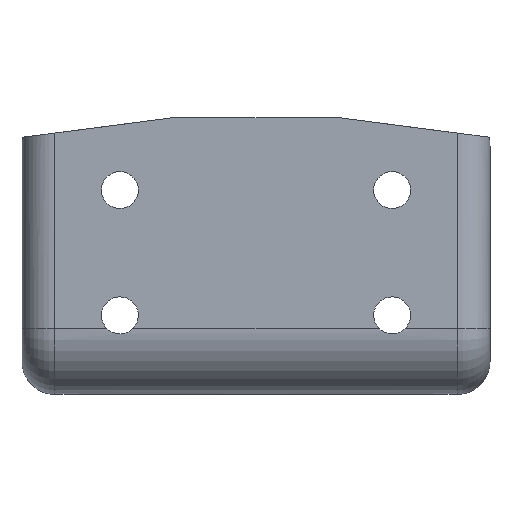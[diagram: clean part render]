
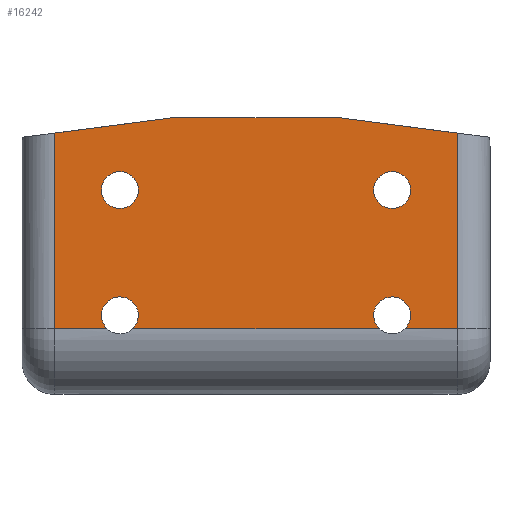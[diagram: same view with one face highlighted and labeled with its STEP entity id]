
A CAD part, front view. The second image highlights one B-rep face of the part: STEP entity #16242.
In plain terms, the highlighted planar face has unit normal (0, -1, 0).
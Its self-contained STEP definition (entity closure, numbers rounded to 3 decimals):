
#82 = ORIENTED_EDGE ( 'NONE', *, *, #16486, .F. ) ;
#140 = DIRECTION ( 'NONE',  ( 0., -1., 0. ) ) ;
#141 = CARTESIAN_POINT ( 'NONE',  ( -30.5, 0., 0. ) ) ;
#206 = FACE_BOUND ( 'NONE', #12073, .T. ) ;
#259 = ORIENTED_EDGE ( 'NONE', *, *, #14685, .F. ) ;
#271 = ORIENTED_EDGE ( 'NONE', *, *, #3656, .T. ) ;
#559 = CARTESIAN_POINT ( 'NONE',  ( 20.65, 0., -30. ) ) ;
#648 = CARTESIAN_POINT ( 'NONE',  ( 12.5, 0., 0. ) ) ;
#840 = VERTEX_POINT ( 'NONE', #8124 ) ;
#892 = ORIENTED_EDGE ( 'NONE', *, *, #16253, .F. ) ;
#1031 = LINE ( 'NONE', #4865, #3285 ) ;
#1204 = VERTEX_POINT ( 'NONE', #7594 ) ;
#1215 = DIRECTION ( 'NONE',  ( -1., 0., 0. ) ) ;
#1512 = CARTESIAN_POINT ( 'NONE',  ( -20.65, 0., -11. ) ) ;
#1540 = VERTEX_POINT ( 'NONE', #8649 ) ;
#1851 = VERTEX_POINT ( 'NONE', #14210 ) ;
#1905 = LINE ( 'NONE', #3692, #6990 ) ;
#2076 = LINE ( 'NONE', #13398, #9583 ) ;
#2278 = VERTEX_POINT ( 'NONE', #2942 ) ;
#2306 = ORIENTED_EDGE ( 'NONE', *, *, #8309, .F. ) ;
#2582 = EDGE_CURVE ( 'NONE', #2278, #1540, #4239, .T. ) ;
#2597 = DIRECTION ( 'NONE',  ( 0., -1., 0. ) ) ;
#2640 = CARTESIAN_POINT ( 'NONE',  ( -30.5, 0., -32. ) ) ;
#2708 = DIRECTION ( 'NONE',  ( 0., 0., 1. ) ) ;
#2942 = CARTESIAN_POINT ( 'NONE',  ( 20.65, 0., -8.2 ) ) ;
#2972 = DIRECTION ( 'NONE',  ( 0., 0., 1. ) ) ;
#2993 = CARTESIAN_POINT ( 'NONE',  ( 35.5, 0., 0. ) ) ;
#3061 = VERTEX_POINT ( 'NONE', #14415 ) ;
#3206 = VERTEX_POINT ( 'NONE', #648 ) ;
#3285 = VECTOR ( 'NONE', #13040, 1000. ) ;
#3307 = CARTESIAN_POINT ( 'NONE',  ( -20.65, 0., -27.2 ) ) ;
#3543 = ORIENTED_EDGE ( 'NONE', *, *, #10421, .F. ) ;
#3631 = CARTESIAN_POINT ( 'NONE',  ( 20.65, 0., -27.2 ) ) ;
#3656 = EDGE_CURVE ( 'NONE', #15921, #3061, #14011, .T. ) ;
#3692 = CARTESIAN_POINT ( 'NONE',  ( 12.5, 0., 0. ) ) ;
#3735 = VERTEX_POINT ( 'NONE', #3307 ) ;
#3818 = VERTEX_POINT ( 'NONE', #4553 ) ;
#3929 = EDGE_LOOP ( 'NONE', ( #5964, #15235 ) ) ;
#3954 = DIRECTION ( 'NONE',  ( 0., -1., 0. ) ) ;
#4018 = CIRCLE ( 'NONE', #12321, 2.8 ) ;
#4046 = EDGE_CURVE ( 'NONE', #840, #10051, #12272, .T. ) ;
#4146 = AXIS2_PLACEMENT_3D ( 'NONE', #13200, #13426, #2972 ) ;
#4177 = CARTESIAN_POINT ( 'NONE',  ( 20.65, 0., -30. ) ) ;
#4239 = CIRCLE ( 'NONE', #15276, 2.8 ) ;
#4351 = DIRECTION ( 'NONE',  ( 0., 0., -1. ) ) ;
#4375 = VERTEX_POINT ( 'NONE', #2640 ) ;
#4459 = DIRECTION ( 'NONE',  ( 0., 1., 0. ) ) ;
#4474 = DIRECTION ( 'NONE',  ( 0., -1., 0. ) ) ;
#4493 = FACE_BOUND ( 'NONE', #3929, .T. ) ;
#4512 = VECTOR ( 'NONE', #5797, 1000. ) ;
#4553 = CARTESIAN_POINT ( 'NONE',  ( 18.69, 0., -32. ) ) ;
#4618 = EDGE_CURVE ( 'NONE', #3206, #3061, #1905, .T. ) ;
#4828 = AXIS2_PLACEMENT_3D ( 'NONE', #4177, #3954, #2708 ) ;
#4865 = CARTESIAN_POINT ( 'NONE',  ( -12.5, 0., 0. ) ) ;
#5621 = DIRECTION ( 'NONE',  ( 0., 0., 1. ) ) ;
#5663 = AXIS2_PLACEMENT_3D ( 'NONE', #6041, #13605, #15118 ) ;
#5797 = DIRECTION ( 'NONE',  ( -1., 0., 0. ) ) ;
#5964 = ORIENTED_EDGE ( 'NONE', *, *, #12484, .F. ) ;
#6041 = CARTESIAN_POINT ( 'NONE',  ( -20.65, 0., -30. ) ) ;
#6071 = VECTOR ( 'NONE', #1215, 1000. ) ;
#6072 = CIRCLE ( 'NONE', #5663, 2.8 ) ;
#6141 = ORIENTED_EDGE ( 'NONE', *, *, #13594, .T. ) ;
#6399 = CARTESIAN_POINT ( 'NONE',  ( 35.5, 0., 0. ) ) ;
#6883 = AXIS2_PLACEMENT_3D ( 'NONE', #559, #4474, #9658 ) ;
#6956 = ORIENTED_EDGE ( 'NONE', *, *, #13122, .F. ) ;
#6990 = VECTOR ( 'NONE', #16656, 1000. ) ;
#7015 = DIRECTION ( 'NONE',  ( 0., 0., 1. ) ) ;
#7029 = VERTEX_POINT ( 'NONE', #16102 ) ;
#7062 = ORIENTED_EDGE ( 'NONE', *, *, #7178, .T. ) ;
#7136 = AXIS2_PLACEMENT_3D ( 'NONE', #2993, #4459, #5621 ) ;
#7178 = EDGE_CURVE ( 'NONE', #3206, #10147, #12583, .T. ) ;
#7303 = DIRECTION ( 'NONE',  ( 0., 0., -1. ) ) ;
#7594 = CARTESIAN_POINT ( 'NONE',  ( -30.5, 0., -2.348 ) ) ;
#7612 = CARTESIAN_POINT ( 'NONE',  ( 20.65, 0., -11. ) ) ;
#7833 = VECTOR ( 'NONE', #13230, 1000. ) ;
#8040 = LINE ( 'NONE', #141, #7833 ) ;
#8124 = CARTESIAN_POINT ( 'NONE',  ( -20.65, 0., -8.2 ) ) ;
#8221 = LINE ( 'NONE', #9590, #11034 ) ;
#8309 = EDGE_CURVE ( 'NONE', #3735, #7029, #6072, .T. ) ;
#8525 = CIRCLE ( 'NONE', #13197, 2.8 ) ;
#8649 = CARTESIAN_POINT ( 'NONE',  ( 20.65, 0., -13.8 ) ) ;
#8738 = DIRECTION ( 'NONE',  ( 0., -1., 0. ) ) ;
#8850 = CIRCLE ( 'NONE', #4146, 2.8 ) ;
#8969 = CIRCLE ( 'NONE', #4828, 2.8 ) ;
#9346 = AXIS2_PLACEMENT_3D ( 'NONE', #15709, #140, #4351 ) ;
#9583 = VECTOR ( 'NONE', #14860, 1000. ) ;
#9590 = CARTESIAN_POINT ( 'NONE',  ( 35.5, 0., -32. ) ) ;
#9658 = DIRECTION ( 'NONE',  ( 0., 0., 1. ) ) ;
#10026 = DIRECTION ( 'NONE',  ( 0., 0., 1. ) ) ;
#10051 = VERTEX_POINT ( 'NONE', #10573 ) ;
#10126 = VECTOR ( 'NONE', #7015, 1000. ) ;
#10147 = VERTEX_POINT ( 'NONE', #10296 ) ;
#10296 = CARTESIAN_POINT ( 'NONE',  ( -12.5, 0., 0. ) ) ;
#10421 = EDGE_CURVE ( 'NONE', #16116, #3818, #14773, .T. ) ;
#10573 = CARTESIAN_POINT ( 'NONE',  ( -20.65, 0., -13.8 ) ) ;
#11034 = VECTOR ( 'NONE', #14020, 1000. ) ;
#11168 = EDGE_LOOP ( 'NONE', ( #82, #6141, #892, #2306, #6956, #259, #3543, #14743, #14768, #271, #13286, #7062 ) ) ;
#11612 = VERTEX_POINT ( 'NONE', #12134 ) ;
#12049 = CARTESIAN_POINT ( 'NONE',  ( 30.5, 0., -3. ) ) ;
#12073 = EDGE_LOOP ( 'NONE', ( #12539, #12504 ) ) ;
#12134 = CARTESIAN_POINT ( 'NONE',  ( -18.69, 0., -32. ) ) ;
#12137 = EDGE_CURVE ( 'NONE', #1540, #2278, #8850, .T. ) ;
#12252 = PLANE ( 'NONE',  #7136 ) ;
#12272 = CIRCLE ( 'NONE', #9346, 2.8 ) ;
#12321 = AXIS2_PLACEMENT_3D ( 'NONE', #15052, #14885, #7303 ) ;
#12484 = EDGE_CURVE ( 'NONE', #10051, #840, #8525, .T. ) ;
#12504 = ORIENTED_EDGE ( 'NONE', *, *, #2582, .F. ) ;
#12539 = ORIENTED_EDGE ( 'NONE', *, *, #12137, .F. ) ;
#12583 = LINE ( 'NONE', #6399, #6071 ) ;
#13040 = DIRECTION ( 'NONE',  ( 0.992, 0., 0.129 ) ) ;
#13122 = EDGE_CURVE ( 'NONE', #11612, #3735, #4018, .T. ) ;
#13197 = AXIS2_PLACEMENT_3D ( 'NONE', #1512, #2597, #15535 ) ;
#13200 = CARTESIAN_POINT ( 'NONE',  ( 20.65, 0., -11. ) ) ;
#13230 = DIRECTION ( 'NONE',  ( 0., 0., -1. ) ) ;
#13286 = ORIENTED_EDGE ( 'NONE', *, *, #4618, .F. ) ;
#13398 = CARTESIAN_POINT ( 'NONE',  ( 35.5, 0., -32. ) ) ;
#13426 = DIRECTION ( 'NONE',  ( 0., -1., 0. ) ) ;
#13594 = EDGE_CURVE ( 'NONE', #1204, #4375, #8040, .T. ) ;
#13605 = DIRECTION ( 'NONE',  ( 0., -1., 0. ) ) ;
#14011 = LINE ( 'NONE', #12049, #10126 ) ;
#14020 = DIRECTION ( 'NONE',  ( -1., 0., 0. ) ) ;
#14052 = FACE_OUTER_BOUND ( 'NONE', #11168, .T. ) ;
#14210 = CARTESIAN_POINT ( 'NONE',  ( 22.61, 0., -32. ) ) ;
#14415 = CARTESIAN_POINT ( 'NONE',  ( 30.5, 0., -2.348 ) ) ;
#14685 = EDGE_CURVE ( 'NONE', #3818, #11612, #8221, .T. ) ;
#14743 = ORIENTED_EDGE ( 'NONE', *, *, #16165, .F. ) ;
#14768 = ORIENTED_EDGE ( 'NONE', *, *, #15551, .F. ) ;
#14773 = CIRCLE ( 'NONE', #6883, 2.8 ) ;
#14846 = CARTESIAN_POINT ( 'NONE',  ( 30.5, 0., -32. ) ) ;
#14860 = DIRECTION ( 'NONE',  ( -1., 0., 0. ) ) ;
#14878 = LINE ( 'NONE', #16175, #4512 ) ;
#14885 = DIRECTION ( 'NONE',  ( 0., -1., 0. ) ) ;
#15052 = CARTESIAN_POINT ( 'NONE',  ( -20.65, 0., -30. ) ) ;
#15118 = DIRECTION ( 'NONE',  ( 0., 0., -1. ) ) ;
#15235 = ORIENTED_EDGE ( 'NONE', *, *, #4046, .F. ) ;
#15276 = AXIS2_PLACEMENT_3D ( 'NONE', #7612, #8738, #10026 ) ;
#15535 = DIRECTION ( 'NONE',  ( 0., 0., -1. ) ) ;
#15551 = EDGE_CURVE ( 'NONE', #15921, #1851, #14878, .T. ) ;
#15709 = CARTESIAN_POINT ( 'NONE',  ( -20.65, 0., -11. ) ) ;
#15921 = VERTEX_POINT ( 'NONE', #14846 ) ;
#16102 = CARTESIAN_POINT ( 'NONE',  ( -22.61, 0., -32. ) ) ;
#16116 = VERTEX_POINT ( 'NONE', #3631 ) ;
#16165 = EDGE_CURVE ( 'NONE', #1851, #16116, #8969, .T. ) ;
#16175 = CARTESIAN_POINT ( 'NONE',  ( 35.5, 0., -32. ) ) ;
#16242 = ADVANCED_FACE ( 'NONE', ( #206, #4493, #14052 ), #12252, .F. ) ;
#16253 = EDGE_CURVE ( 'NONE', #7029, #4375, #2076, .T. ) ;
#16486 = EDGE_CURVE ( 'NONE', #1204, #10147, #1031, .T. ) ;
#16656 = DIRECTION ( 'NONE',  ( 0.992, 0., -0.129 ) ) ;
